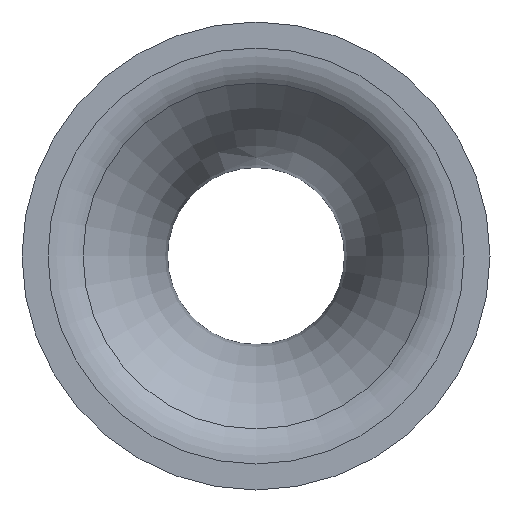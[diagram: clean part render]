
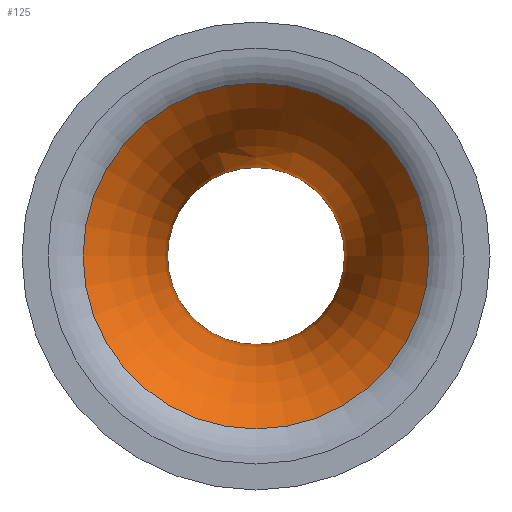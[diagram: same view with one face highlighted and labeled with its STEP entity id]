
A CAD part, left-side view. The second image highlights one B-rep face of the part: STEP entity #125.
In plain terms, the highlighted toroidal (fillet/blend) face has major radius 6.7 mm and minor radius 5 mm.
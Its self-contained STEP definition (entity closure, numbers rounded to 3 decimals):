
#20=TOROIDAL_SURFACE('',#156,6.7,5.);
#37=ORIENTED_EDGE('',*,*,#49,.F.);
#38=ORIENTED_EDGE('',*,*,#55,.T.);
#49=EDGE_CURVE('',#59,#59,#69,.T.);
#55=EDGE_CURVE('',#65,#65,#75,.T.);
#59=VERTEX_POINT('',#213);
#65=VERTEX_POINT('',#229);
#69=CIRCLE('',#147,1.7);
#75=CIRCLE('',#157,3.325);
#87=EDGE_LOOP('',(#37));
#88=EDGE_LOOP('',(#38));
#107=FACE_BOUND('',#87,.T.);
#108=FACE_BOUND('',#88,.T.);
#125=ADVANCED_FACE('',(#107,#108),#20,.T.);
#147=AXIS2_PLACEMENT_3D('',#212,#173,#174);
#156=AXIS2_PLACEMENT_3D('',#227,#191,#192);
#157=AXIS2_PLACEMENT_3D('',#228,#193,#194);
#173=DIRECTION('',(-1.,0.,0.));
#174=DIRECTION('',(0.,0.,1.));
#191=DIRECTION('',(-1.,0.,0.));
#192=DIRECTION('',(0.,0.,1.));
#193=DIRECTION('',(-1.,0.,0.));
#194=DIRECTION('',(0.,0.,1.));
#212=CARTESIAN_POINT('',(-4.049,0.,0.));
#213=CARTESIAN_POINT('',(-4.049,0.,1.7));
#227=CARTESIAN_POINT('',(-4.049,0.,0.));
#228=CARTESIAN_POINT('',(-7.738,0.,0.));
#229=CARTESIAN_POINT('',(-7.738,0.,3.325));
